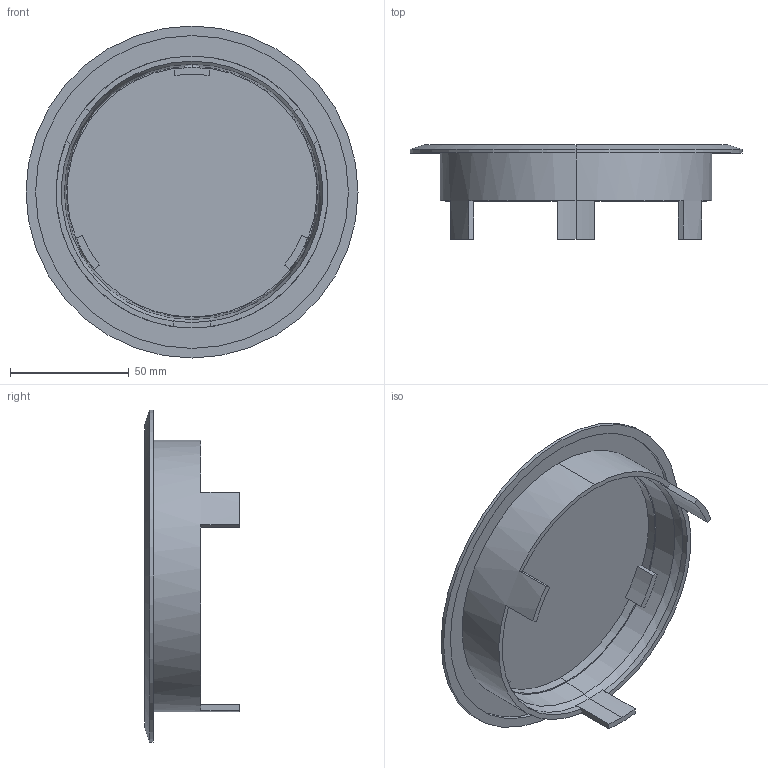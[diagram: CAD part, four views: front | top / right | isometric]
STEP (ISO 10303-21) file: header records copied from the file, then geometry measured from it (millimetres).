
FILE_DESCRIPTION (( 'STEP AP214' ), '1' );
FILE_NAME ('7405088.STEP', '2025-02-17T07:57:43', ( '' ), ( '' ), 'SwSTEP 2.0', 'SolidWorks 2024', '' );
FILE_SCHEMA (( 'AUTOMOTIVE_DESIGN' ));
Length unit declared in the file: millimetre
Products named in the file (3): 088102_Standard; 088101_mit AA Logo; 7405088
Assembly tree (2 placements, depth 2):
  7405088
    088102_Standard
    088101_mit AA Logo
Bounding box: 139.5 x 39.7 x 139.5 mm (x, y, z)
Volume: 67830.8 mm3; surface area: 54954.3 mm2
Topology: 2 solids, 2 shells, 96 faces, 258 edges, 168 vertices
Faces by surface type: plane 45, cone 24, cylinder 21, torus 6
Entity records: 3179 total; most frequent: CARTESIAN_POINT 609, DIRECTION 557, ORIENTED_EDGE 516, EDGE_CURVE 258, AXIS2_PLACEMENT_3D 216, VERTEX_POINT 168, LINE 125, VECTOR 125
